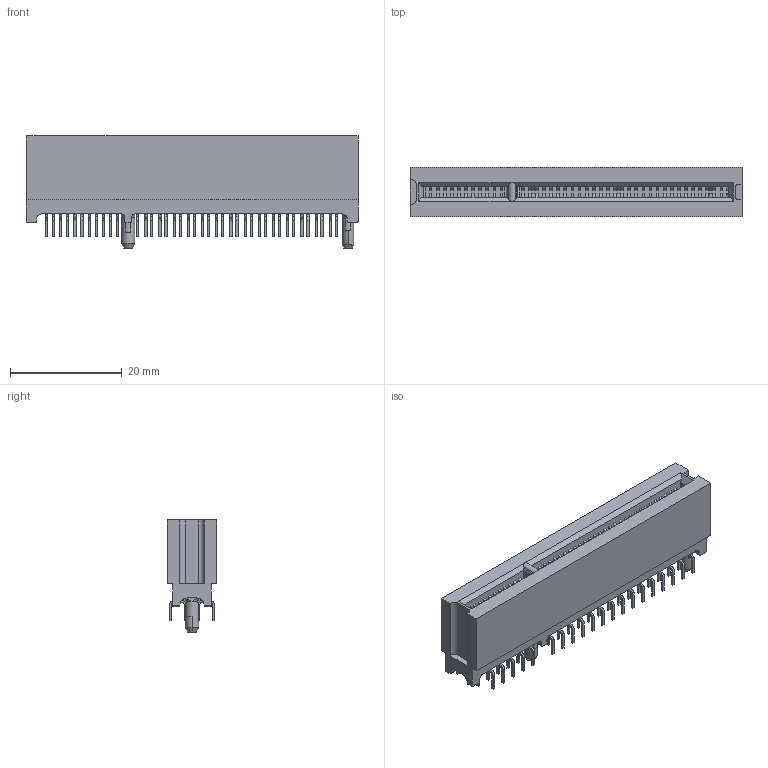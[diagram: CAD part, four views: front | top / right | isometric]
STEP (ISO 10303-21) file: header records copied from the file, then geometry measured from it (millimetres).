
FILE_DESCRIPTION((''),'2;1');
FILE_NAME('C-5650090-3','2020-03-03T05:08:28',('workeradm'),('TE Connectivity Ltd.'),'CREO PARAMETRIC BY PTC INC, 2019292','CREO PARAMETRIC BY PTC INC, 2019292','');
FILE_SCHEMA(('AUTOMOTIVE_DESIGN { 1 0 10303 214 1 1 1 1 }'));
Length unit declared in the file: millimetre
Products named in the file (1): C-5650090-3
Bounding box: 59.44 x 8.89 x 20.07 mm (x, y, z)
Volume: 6392.2 mm3; surface area: 4759.2 mm2
Topology: 1 solids, 1 shells, 1526 faces, 4075 edges, 2723 vertices
Faces by surface type: plane 1056, cylinder 450, torus 10, cone 10
Entity records: 47930 total; most frequent: CARTESIAN_POINT 8617, ORIENTED_EDGE 8130, DIRECTION 7972, EDGE_CURVE 4065, VECTOR 3116, LINE 3116, VERTEX_POINT 2703, AXIS2_PLACEMENT_3D 2428
